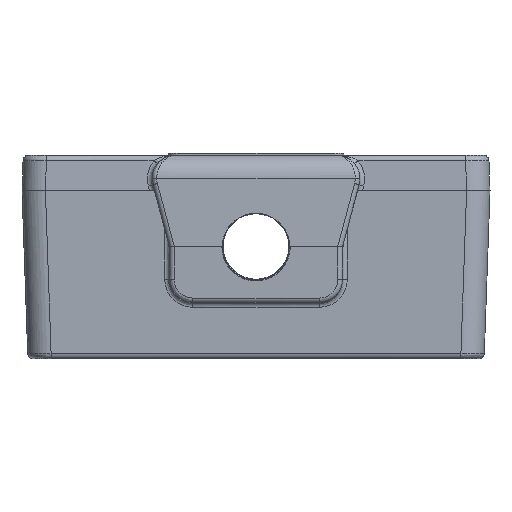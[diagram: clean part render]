
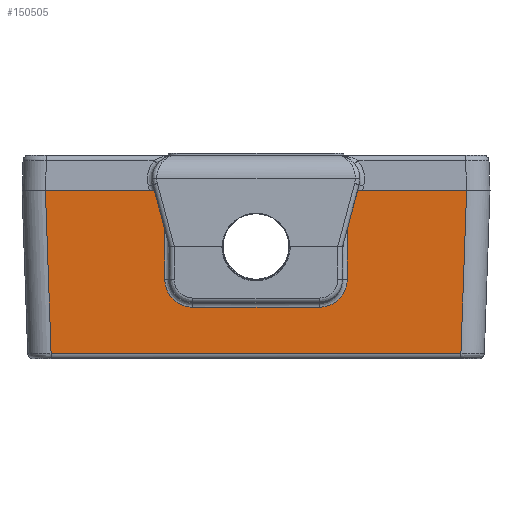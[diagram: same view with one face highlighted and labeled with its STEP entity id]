
A CAD part, left-side view. The second image highlights one B-rep face of the part: STEP entity #150505.
In plain terms, the highlighted planar face has unit normal (-1, 0, -0.018).
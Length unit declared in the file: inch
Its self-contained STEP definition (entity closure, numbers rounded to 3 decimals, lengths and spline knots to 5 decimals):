
#2914 = EDGE_CURVE ( 'NONE', #138400, #104804, #171261, .T. ) ;
#3364 = CARTESIAN_POINT ( 'NONE',  ( -2.2598, -1.0946, -0.44802 ) ) ;
#4123 = CARTESIAN_POINT ( 'NONE',  ( -2.2654, 0.46861, -0.12763 ) ) ;
#4461 = LINE ( 'NONE', #40700, #143848 ) ;
#4580 = CARTESIAN_POINT ( 'NONE',  ( -2.26672, -0.4875, -0.05206 ) ) ;
#10723 = CARTESIAN_POINT ( 'NONE',  ( -2.2598, 1.0946, -0.44802 ) ) ;
#13738 = ORIENTED_EDGE ( 'NONE', *, *, #2914, .F. ) ;
#15264 = PLANE ( 'NONE',  #70101 ) ;
#20957 = CARTESIAN_POINT ( 'NONE',  ( -2.26672, -0.4875, -0.05206 ) ) ;
#23261 = CARTESIAN_POINT ( 'NONE',  ( -2.26511, -0.45745, -0.14424 ) ) ;
#31076 = DIRECTION ( 'NONE',  ( 0., -1., 0. ) ) ;
#31383 = LINE ( 'NONE', #153342, #79513 ) ;
#33617 = EDGE_CURVE ( 'NONE', #224093, #46557, #47528, .T. ) ;
#35121 = DIRECTION ( 'NONE',  ( 1., 0., 0.017 ) ) ;
#38385 = B_SPLINE_CURVE_WITH_KNOTS ( 'NONE', 3,
 ( #57282, #93641, #199036, #128775, #200205, #23261, #197865, #77208, #165074, #4580 ),
 .UNSPECIFIED., .F., .F.,
 ( 4, 2, 2, 2, 4 ),
 ( 0., 0.25, 0.5, 0.75, 1. ),
 .UNSPECIFIED. ) ;
#40618 = CARTESIAN_POINT ( 'NONE',  ( -2.26672, 0.4875, -0.05206 ) ) ;
#40700 = CARTESIAN_POINT ( 'NONE',  ( -2.25161, -0.4875, -0.91765 ) ) ;
#42672 = CARTESIAN_POINT ( 'NONE',  ( -2.26443, 0.41305, -0.18314 ) ) ;
#46481 = ORIENTED_EDGE ( 'NONE', *, *, #129817, .F. ) ;
#46557 = VERTEX_POINT ( 'NONE', #74111 ) ;
#47528 = LINE ( 'NONE', #48660, #54259 ) ;
#47894 = EDGE_CURVE ( 'NONE', #163408, #114521, #218426, .T. ) ;
#48660 = CARTESIAN_POINT ( 'NONE',  ( -2.2641, -1.375, -0.20206 ) ) ;
#50512 = ORIENTED_EDGE ( 'NONE', *, *, #230684, .F. ) ;
#52323 = LINE ( 'NONE', #107473, #82617 ) ;
#54259 = VECTOR ( 'NONE', #31076, 39.37008 ) ;
#57282 = CARTESIAN_POINT ( 'NONE',  ( -2.2641, -0.3375, -0.20206 ) ) ;
#57984 = CARTESIAN_POINT ( 'NONE',  ( -2.25184, -1.07867, -0.90408 ) ) ;
#60303 = CARTESIAN_POINT ( 'NONE',  ( -2.26672, 0.4875, -0.05206 ) ) ;
#70101 = AXIS2_PLACEMENT_3D ( 'NONE', #195659, #35121, #121962 ) ;
#73475 = EDGE_CURVE ( 'NONE', #79387, #224093, #223208, .T. ) ;
#74019 = DIRECTION ( 'NONE',  ( 0., -1., 0. ) ) ;
#74111 = CARTESIAN_POINT ( 'NONE',  ( -2.2641, -0.3375, -0.20206 ) ) ;
#77208 = CARTESIAN_POINT ( 'NONE',  ( -2.26603, -0.4836, -0.09132 ) ) ;
#79387 = VERTEX_POINT ( 'NONE', #40618 ) ;
#79513 = VECTOR ( 'NONE', #206081, 39.37008 ) ;
#80277 = VERTEX_POINT ( 'NONE', #20957 ) ;
#82214 = DIRECTION ( 'NONE',  ( -0.017, 0.035, 0.999 ) ) ;
#82617 = VECTOR ( 'NONE', #195290, 39.37008 ) ;
#83547 = EDGE_CURVE ( 'NONE', #104804, #217980, #52323, .T. ) ;
#85278 = ORIENTED_EDGE ( 'NONE', *, *, #164437, .F. ) ;
#90427 = VECTOR ( 'NONE', #159936, 39.37008 ) ;
#93641 = CARTESIAN_POINT ( 'NONE',  ( -2.2641, -0.35714, -0.20203 ) ) ;
#102739 = VECTOR ( 'NONE', #130626, 39.37008 ) ;
#104804 = VERTEX_POINT ( 'NONE', #111177 ) ;
#107170 = CARTESIAN_POINT ( 'NONE',  ( -2.275, 0.4875, 0.4225 ) ) ;
#107473 = CARTESIAN_POINT ( 'NONE',  ( -2.275, -1.375, 0.4225 ) ) ;
#111177 = CARTESIAN_POINT ( 'NONE',  ( -2.275, 1.125, 0.4225 ) ) ;
#114521 = VERTEX_POINT ( 'NONE', #3364 ) ;
#121962 = DIRECTION ( 'NONE',  ( 0.017, 0., -1. ) ) ;
#125532 = CARTESIAN_POINT ( 'NONE',  ( -2.2641, 0.3375, -0.20206 ) ) ;
#127788 = ORIENTED_EDGE ( 'NONE', *, *, #170792, .F. ) ;
#128775 = CARTESIAN_POINT ( 'NONE',  ( -2.26443, -0.41306, -0.18317 ) ) ;
#129464 = CARTESIAN_POINT ( 'NONE',  ( -2.26603, 0.4836, -0.09133 ) ) ;
#129817 = EDGE_CURVE ( 'NONE', #114521, #138400, #144720, .T. ) ;
#130626 = DIRECTION ( 'NONE',  ( 0.017, 0.035, -0.999 ) ) ;
#135647 = ORIENTED_EDGE ( 'NONE', *, *, #73475, .F. ) ;
#138400 = VERTEX_POINT ( 'NONE', #190853 ) ;
#140651 = FACE_OUTER_BOUND ( 'NONE', #216502, .T. ) ;
#143848 = VECTOR ( 'NONE', #198914, 39.37008 ) ;
#144411 = EDGE_CURVE ( 'NONE', #217980, #79387, #31383, .T. ) ;
#144467 = VECTOR ( 'NONE', #74019, 39.37008 ) ;
#144720 = LINE ( 'NONE', #216129, #90427 ) ;
#145293 = ORIENTED_EDGE ( 'NONE', *, *, #83547, .F. ) ;
#147001 = CARTESIAN_POINT ( 'NONE',  ( -2.26637, 0.48746, -0.0717 ) ) ;
#150505 = ADVANCED_FACE ( 'NONE', ( #140651 ), #15264, .F. ) ;
#153342 = CARTESIAN_POINT ( 'NONE',  ( -2.25161, 0.4875, -0.91765 ) ) ;
#155077 = CARTESIAN_POINT ( 'NONE',  ( -2.2641, 0.35713, -0.20207 ) ) ;
#159936 = DIRECTION ( 'NONE',  ( 0., 1., 0. ) ) ;
#163408 = VERTEX_POINT ( 'NONE', #214143 ) ;
#164437 = EDGE_CURVE ( 'NONE', #171986, #163408, #199312, .T. ) ;
#165074 = CARTESIAN_POINT ( 'NONE',  ( -2.26637, -0.4875, -0.0717 ) ) ;
#168991 = ORIENTED_EDGE ( 'NONE', *, *, #47894, .F. ) ;
#170792 = EDGE_CURVE ( 'NONE', #46557, #80277, #38385, .T. ) ;
#171261 = LINE ( 'NONE', #10723, #202916 ) ;
#171986 = VERTEX_POINT ( 'NONE', #203698 ) ;
#189103 = CARTESIAN_POINT ( 'NONE',  ( -2.2641, 0.3375, -0.20206 ) ) ;
#190853 = CARTESIAN_POINT ( 'NONE',  ( -2.25977, 1.0946, -0.44802 ) ) ;
#195290 = DIRECTION ( 'NONE',  ( 0., -1., 0. ) ) ;
#195659 = CARTESIAN_POINT ( 'NONE',  ( -2.25161, -1.375, -0.91765 ) ) ;
#197865 = CARTESIAN_POINT ( 'NONE',  ( -2.2654, -0.46858, -0.12761 ) ) ;
#198418 = ORIENTED_EDGE ( 'NONE', *, *, #144411, .F. ) ;
#198914 = DIRECTION ( 'NONE',  ( -0.017, 0., 1. ) ) ;
#199036 = CARTESIAN_POINT ( 'NONE',  ( -2.26417, -0.37677, -0.19816 ) ) ;
#199312 = LINE ( 'NONE', #202779, #144467 ) ;
#199471 = ORIENTED_EDGE ( 'NONE', *, *, #33617, .F. ) ;
#200205 = CARTESIAN_POINT ( 'NONE',  ( -2.26462, -0.42967, -0.17199 ) ) ;
#200874 = CARTESIAN_POINT ( 'NONE',  ( -2.26511, 0.45743, -0.14423 ) ) ;
#202029 = CARTESIAN_POINT ( 'NONE',  ( -2.26462, 0.42968, -0.17202 ) ) ;
#202779 = CARTESIAN_POINT ( 'NONE',  ( -2.275, -1.375, 0.4225 ) ) ;
#202916 = VECTOR ( 'NONE', #82214, 39.37008 ) ;
#203698 = CARTESIAN_POINT ( 'NONE',  ( -2.275, -0.4875, 0.4225 ) ) ;
#204367 = CARTESIAN_POINT ( 'NONE',  ( -2.26417, 0.37676, -0.19816 ) ) ;
#206081 = DIRECTION ( 'NONE',  ( 0.017, 0., -1. ) ) ;
#214143 = CARTESIAN_POINT ( 'NONE',  ( -2.275, -1.125, 0.4225 ) ) ;
#216129 = CARTESIAN_POINT ( 'NONE',  ( -2.2598, -0.6875, -0.44802 ) ) ;
#216502 = EDGE_LOOP ( 'NONE', ( #145293, #13738, #46481, #168991, #85278, #50512, #127788, #199471, #135647, #198418 ) ) ;
#217980 = VERTEX_POINT ( 'NONE', #107170 ) ;
#218426 = LINE ( 'NONE', #57984, #102739 ) ;
#223208 = B_SPLINE_CURVE_WITH_KNOTS ( 'NONE', 3,
 ( #60303, #147001, #129464, #4123, #200874, #202029, #42672, #204367, #155077, #189103 ),
 .UNSPECIFIED., .F., .F.,
 ( 4, 2, 2, 2, 4 ),
 ( 0., 0.25, 0.5, 0.75, 1. ),
 .UNSPECIFIED. ) ;
#224093 = VERTEX_POINT ( 'NONE', #125532 ) ;
#230684 = EDGE_CURVE ( 'NONE', #80277, #171986, #4461, .T. ) ;
